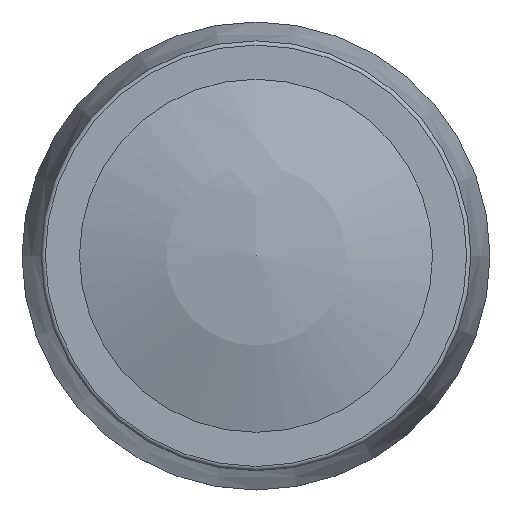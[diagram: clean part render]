
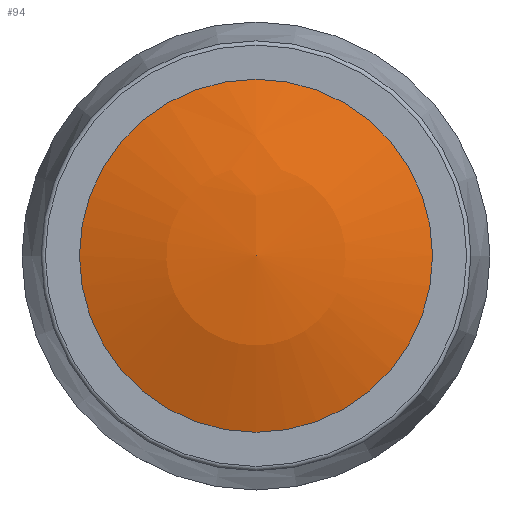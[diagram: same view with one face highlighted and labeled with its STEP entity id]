
A CAD part, top view. The second image highlights one B-rep face of the part: STEP entity #94.
In plain terms, the highlighted spherical face has radius 23.713 mm.
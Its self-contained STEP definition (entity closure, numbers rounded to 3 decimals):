
#94 = ADVANCED_FACE( '', ( #243 ), #244, .T. );
#243 = FACE_OUTER_BOUND( '', #497, .T. );
#244 = SPHERICAL_SURFACE( '', #498, 23.713 );
#497 = EDGE_LOOP( '', ( #753 ) );
#498 = AXIS2_PLACEMENT_3D( '', #754, #755, #756 );
#753 = ORIENTED_EDGE( '', *, *, #1133, .T. );
#754 = CARTESIAN_POINT( '', ( 0., 0., -5.713 ) );
#755 = DIRECTION( '', ( 0., 0., 1. ) );
#756 = DIRECTION( '', ( 0., 1., 0. ) );
#1133 = EDGE_CURVE( '', #1275, #1275, #1276, .T. );
#1275 = VERTEX_POINT( '', #1475 );
#1276 = CIRCLE( '', #1476, 8.3 );
#1475 = CARTESIAN_POINT( '', ( 8.3, 0., 16.5 ) );
#1476 = AXIS2_PLACEMENT_3D( '', #1744, #1745, #1746 );
#1744 = CARTESIAN_POINT( '', ( 0., 0., 16.5 ) );
#1745 = DIRECTION( '', ( 0., 0., 1. ) );
#1746 = DIRECTION( '', ( 1., 0., 0. ) );
